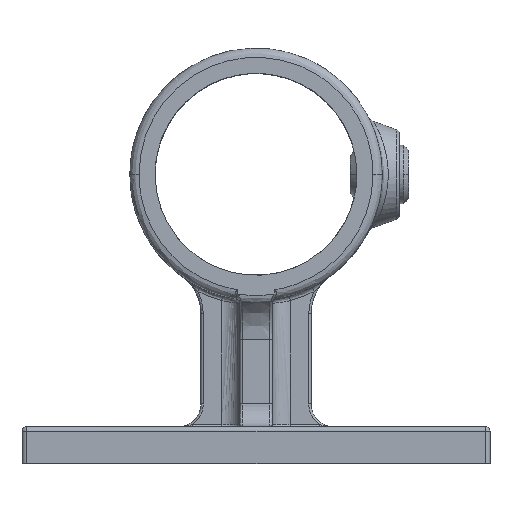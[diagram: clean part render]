
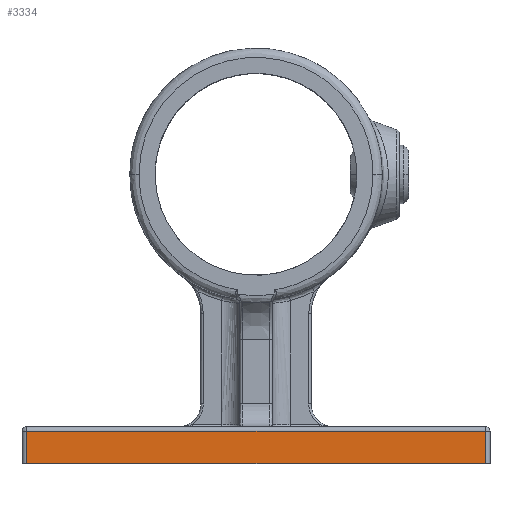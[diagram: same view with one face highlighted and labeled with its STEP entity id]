
A CAD part, top view. The second image highlights one B-rep face of the part: STEP entity #3334.
In plain terms, the highlighted free-form (B-spline) face has degree [1, 1] with [2, 2] control points.
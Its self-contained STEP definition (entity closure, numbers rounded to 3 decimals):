
#118 = CARTESIAN_POINT ( 'NONE',  ( 50., 0., 22. ) ) ;
#955 = EDGE_CURVE ( 'NONE', #6146, #4230, #8817, .T. ) ;
#966 = B_SPLINE_CURVE_WITH_KNOTS ( 'NONE', 1,
 ( #4360, #4324 ),
 .UNSPECIFIED., .F., .F.,
 ( 2, 2 ),
 ( 0., 1. ),
 .UNSPECIFIED. ) ;
#969 = B_SPLINE_SURFACE_WITH_KNOTS ( 'NONE', 1, 1, ( 
 ( #7979, #9466 ),
 ( #3156, #4769 ) ),
 .UNSPECIFIED., .F., .F., .F.,
 ( 2, 2 ),
 ( 2, 2 ),
 ( 0., 1. ),
 ( 0., 1. ),
 .UNSPECIFIED. ) ;
#1466 = ORIENTED_EDGE ( 'NONE', *, *, #955, .F. ) ;
#2667 = EDGE_CURVE ( 'NONE', #6401, #4230, #966, .T. ) ;
#3156 = CARTESIAN_POINT ( 'NONE',  ( -50., 0., 22. ) ) ;
#3334 = ADVANCED_FACE ( 'NONE', ( #9009 ), #969, .F. ) ;
#3462 = CARTESIAN_POINT ( 'NONE',  ( -50., 7., 22. ) ) ;
#3542 = EDGE_CURVE ( 'NONE', #6146, #3585, #8465, .T. ) ;
#3585 = VERTEX_POINT ( 'NONE', #3462 ) ;
#3588 = CARTESIAN_POINT ( 'NONE',  ( -50., 0., 22. ) ) ;
#3955 = B_SPLINE_CURVE_WITH_KNOTS ( 'NONE', 1,
 ( #5089, #5053 ),
 .UNSPECIFIED., .F., .F.,
 ( 2, 2 ),
 ( -1., 0. ),
 .UNSPECIFIED. ) ;
#4230 = VERTEX_POINT ( 'NONE', #118 ) ;
#4324 = CARTESIAN_POINT ( 'NONE',  ( 50., 0., 22. ) ) ;
#4360 = CARTESIAN_POINT ( 'NONE',  ( -50., 0., 22. ) ) ;
#4402 = ORIENTED_EDGE ( 'NONE', *, *, #9194, .F. ) ;
#4769 = CARTESIAN_POINT ( 'NONE',  ( -50., 7., 22. ) ) ;
#5053 = CARTESIAN_POINT ( 'NONE',  ( -50., 7., 22. ) ) ;
#5089 = CARTESIAN_POINT ( 'NONE',  ( -50., 0., 22. ) ) ;
#5398 = CARTESIAN_POINT ( 'NONE',  ( 50., 0., 22. ) ) ;
#5790 = ORIENTED_EDGE ( 'NONE', *, *, #2667, .T. ) ;
#5971 = EDGE_LOOP ( 'NONE', ( #4402, #5790, #1466, #8657 ) ) ;
#6146 = VERTEX_POINT ( 'NONE', #8843 ) ;
#6401 = VERTEX_POINT ( 'NONE', #3588 ) ;
#6578 = CARTESIAN_POINT ( 'NONE',  ( -50., 7., 22. ) ) ;
#7801 = CARTESIAN_POINT ( 'NONE',  ( 50., 7., 22. ) ) ;
#7979 = CARTESIAN_POINT ( 'NONE',  ( 50., 0., 22. ) ) ;
#8050 = CARTESIAN_POINT ( 'NONE',  ( 50., 7., 22. ) ) ;
#8465 = B_SPLINE_CURVE_WITH_KNOTS ( 'NONE', 1,
 ( #8050, #6578 ),
 .UNSPECIFIED., .F., .F.,
 ( 2, 2 ),
 ( 0., 1. ),
 .UNSPECIFIED. ) ;
#8657 = ORIENTED_EDGE ( 'NONE', *, *, #3542, .T. ) ;
#8817 = B_SPLINE_CURVE_WITH_KNOTS ( 'NONE', 1,
 ( #7801, #5398 ),
 .UNSPECIFIED., .F., .F.,
 ( 2, 2 ),
 ( -1., 0. ),
 .UNSPECIFIED. ) ;
#8843 = CARTESIAN_POINT ( 'NONE',  ( 50., 7., 22. ) ) ;
#9009 = FACE_OUTER_BOUND ( 'NONE', #5971, .T. ) ;
#9194 = EDGE_CURVE ( 'NONE', #6401, #3585, #3955, .T. ) ;
#9466 = CARTESIAN_POINT ( 'NONE',  ( 50., 7., 22. ) ) ;
